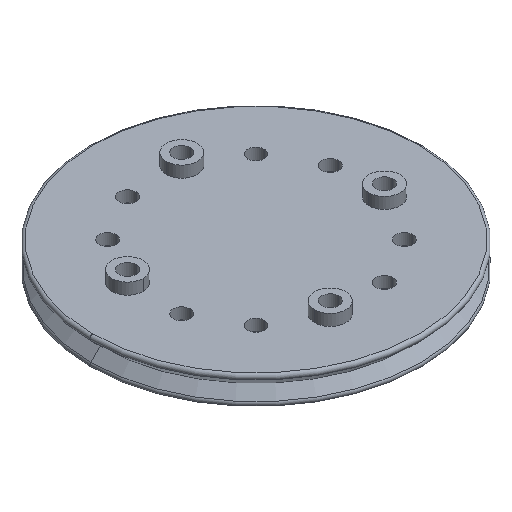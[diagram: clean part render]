
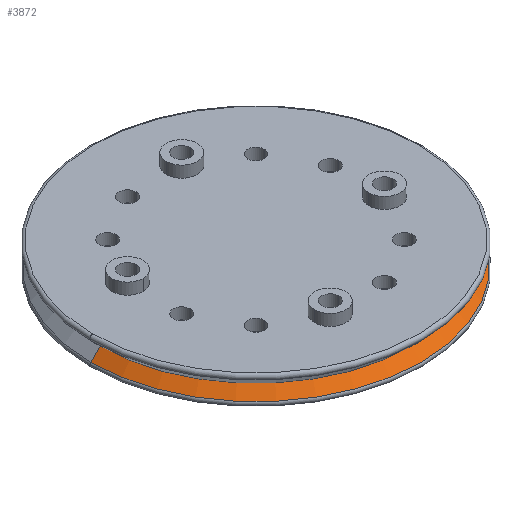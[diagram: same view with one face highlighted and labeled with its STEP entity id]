
A CAD part, isometric view. The second image highlights one B-rep face of the part: STEP entity #3872.
In plain terms, the highlighted conical face has half-angle 45 degrees and reference radius 27.5 mm.
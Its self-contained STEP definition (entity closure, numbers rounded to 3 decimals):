
#7 = DIRECTION ( 'NONE',  ( 0., 0., -1. ) ) ;
#44 = CARTESIAN_POINT ( 'NONE',  ( 0., 0., 0. ) ) ;
#66 = DIRECTION ( 'NONE',  ( -1., 0., 0. ) ) ;
#143 = ORIENTED_EDGE ( 'NONE', *, *, #1697, .T. ) ;
#149 = EDGE_CURVE ( 'NONE', #740, #688, #1809, .T. ) ;
#178 = VECTOR ( 'NONE', #1628, 1000. ) ;
#386 = CARTESIAN_POINT ( 'NONE',  ( 0., 0., 0. ) ) ;
#487 = EDGE_CURVE ( 'NONE', #1624, #688, #1160, .T. ) ;
#688 = VERTEX_POINT ( 'NONE', #3412 ) ;
#740 = VERTEX_POINT ( 'NONE', #2868 ) ;
#860 = CARTESIAN_POINT ( 'NONE',  ( 27.5, 0., 0. ) ) ;
#1070 = EDGE_CURVE ( 'NONE', #1624, #2943, #1166, .T. ) ;
#1099 = AXIS2_PLACEMENT_3D ( 'NONE', #3939, #3340, #1182 ) ;
#1160 = LINE ( 'NONE', #860, #1232 ) ;
#1166 = CIRCLE ( 'NONE', #3230, 27.5 ) ;
#1182 = DIRECTION ( 'NONE',  ( 1., 0., 0. ) ) ;
#1189 = ORIENTED_EDGE ( 'NONE', *, *, #487, .F. ) ;
#1232 = VECTOR ( 'NONE', #2444, 1000. ) ;
#1238 = FACE_OUTER_BOUND ( 'NONE', #1638, .T. ) ;
#1413 = CONICAL_SURFACE ( 'NONE', #3148, 27.5, 0.785 ) ;
#1555 = DIRECTION ( 'NONE',  ( 0., 0., -1. ) ) ;
#1624 = VERTEX_POINT ( 'NONE', #1663 ) ;
#1628 = DIRECTION ( 'NONE',  ( -0.707, 0., -0.707 ) ) ;
#1638 = EDGE_LOOP ( 'NONE', ( #1189, #2270, #143, #1702 ) ) ;
#1663 = CARTESIAN_POINT ( 'NONE',  ( 27.5, 0., 0. ) ) ;
#1697 = EDGE_CURVE ( 'NONE', #2943, #740, #2852, .T. ) ;
#1702 = ORIENTED_EDGE ( 'NONE', *, *, #149, .T. ) ;
#1809 = CIRCLE ( 'NONE', #1099, 29.146 ) ;
#2270 = ORIENTED_EDGE ( 'NONE', *, *, #1070, .T. ) ;
#2444 = DIRECTION ( 'NONE',  ( 0.707, 0., -0.707 ) ) ;
#2852 = LINE ( 'NONE', #3185, #178 ) ;
#2868 = CARTESIAN_POINT ( 'NONE',  ( -29.146, 0., -1.646 ) ) ;
#2896 = CARTESIAN_POINT ( 'NONE',  ( -27.5, 0., 0. ) ) ;
#2943 = VERTEX_POINT ( 'NONE', #2896 ) ;
#3141 = DIRECTION ( 'NONE',  ( -1., 0., 0. ) ) ;
#3148 = AXIS2_PLACEMENT_3D ( 'NONE', #44, #7, #66 ) ;
#3185 = CARTESIAN_POINT ( 'NONE',  ( -27.5, 0., 0. ) ) ;
#3230 = AXIS2_PLACEMENT_3D ( 'NONE', #386, #1555, #3141 ) ;
#3340 = DIRECTION ( 'NONE',  ( 0., 0., 1. ) ) ;
#3412 = CARTESIAN_POINT ( 'NONE',  ( 29.146, 0., -1.646 ) ) ;
#3872 = ADVANCED_FACE ( 'NONE', ( #1238 ), #1413, .T. ) ;
#3939 = CARTESIAN_POINT ( 'NONE',  ( 0., 0., -1.646 ) ) ;
